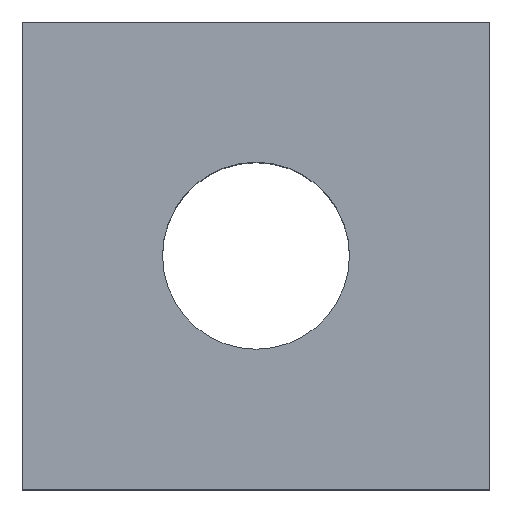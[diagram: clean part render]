
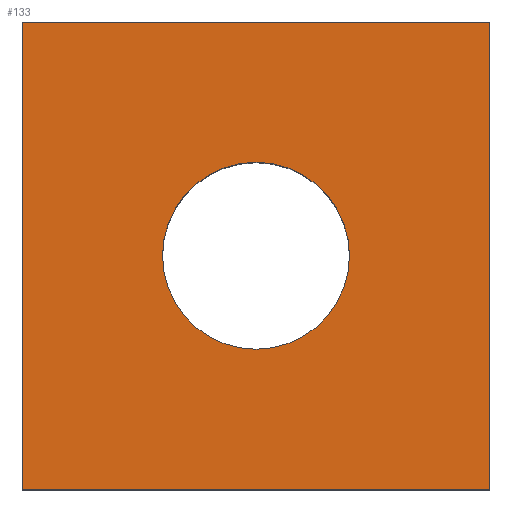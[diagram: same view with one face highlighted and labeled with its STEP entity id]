
A CAD part, top view. The second image highlights one B-rep face of the part: STEP entity #133.
In plain terms, the highlighted planar face has unit normal (0, 0, 1).
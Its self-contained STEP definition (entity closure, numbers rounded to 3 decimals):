
#20=FACE_BOUND('',#39,.T.);
#21=CIRCLE('',#152,1.);
#30=FACE_OUTER_BOUND('',#38,.T.);
#38=EDGE_LOOP('',(#116,#117,#118,#119));
#39=EDGE_LOOP('',(#120));
#40=LINE('',#201,#53);
#44=LINE('',#209,#57);
#48=LINE('',#221,#61);
#51=LINE('',#226,#64);
#53=VECTOR('',#165,10.);
#57=VECTOR('',#171,10.);
#61=VECTOR('',#183,10.);
#64=VECTOR('',#188,10.);
#66=VERTEX_POINT('',#199);
#67=VERTEX_POINT('',#200);
#70=VERTEX_POINT('',#208);
#72=VERTEX_POINT('',#214);
#74=VERTEX_POINT('',#220);
#76=EDGE_CURVE('',#66,#67,#40,.T.);
#80=EDGE_CURVE('',#67,#70,#44,.T.);
#83=EDGE_CURVE('',#72,#72,#21,.T.);
#86=EDGE_CURVE('',#70,#74,#48,.T.);
#89=EDGE_CURVE('',#74,#66,#51,.T.);
#116=ORIENTED_EDGE('',*,*,#86,.F.);
#117=ORIENTED_EDGE('',*,*,#80,.F.);
#118=ORIENTED_EDGE('',*,*,#76,.F.);
#119=ORIENTED_EDGE('',*,*,#89,.F.);
#120=ORIENTED_EDGE('',*,*,#83,.F.);
#126=PLANE('',#157);
#133=ADVANCED_FACE('',(#30,#20),#126,.T.);
#152=AXIS2_PLACEMENT_3D('',#215,#176,#177);
#157=AXIS2_PLACEMENT_3D('',#229,#192,#193);
#165=DIRECTION('',(0.,-1.,0.));
#171=DIRECTION('',(-1.,0.,0.));
#176=DIRECTION('center_axis',(0.,0.,1.));
#177=DIRECTION('ref_axis',(-1.,0.,0.));
#183=DIRECTION('',(0.,1.,0.));
#188=DIRECTION('',(1.,0.,0.));
#192=DIRECTION('center_axis',(0.,0.,1.));
#193=DIRECTION('ref_axis',(1.,0.,0.));
#199=CARTESIAN_POINT('',(5.,40.,-1.95));
#200=CARTESIAN_POINT('',(5.,35.,-1.95));
#201=CARTESIAN_POINT('',(5.,36.25,-1.95));
#208=CARTESIAN_POINT('',(0.,35.,-1.95));
#209=CARTESIAN_POINT('',(1.25,35.,-1.95));
#214=CARTESIAN_POINT('',(3.5,37.5,-1.95));
#215=CARTESIAN_POINT('Origin',(2.5,37.5,-1.95));
#220=CARTESIAN_POINT('',(0.,40.,-1.95));
#221=CARTESIAN_POINT('',(0.,38.75,-1.95));
#226=CARTESIAN_POINT('',(3.75,40.,-1.95));
#229=CARTESIAN_POINT('Origin',(2.5,37.5,-1.95));
